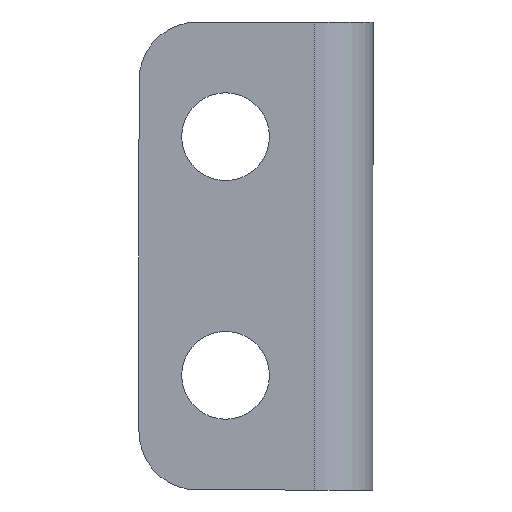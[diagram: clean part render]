
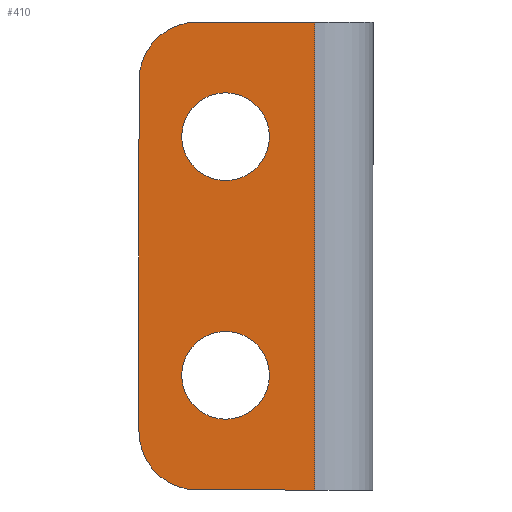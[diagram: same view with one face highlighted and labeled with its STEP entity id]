
A CAD part, front view. The second image highlights one B-rep face of the part: STEP entity #410.
In plain terms, the highlighted planar face has unit normal (0, -1, 0).
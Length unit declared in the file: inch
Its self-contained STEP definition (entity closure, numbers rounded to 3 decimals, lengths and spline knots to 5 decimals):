
#2 = CIRCLE ( 'NONE', #172, 0.125 ) ;
#13 = CARTESIAN_POINT ( 'NONE',  ( -0.375, 0., 0.255 ) ) ;
#20 = CIRCLE ( 'NONE', #135, 0.125 ) ;
#31 = EDGE_LOOP ( 'NONE', ( #438, #797 ) ) ;
#49 = VECTOR ( 'NONE', #496, 39.37008 ) ;
#52 = ORIENTED_EDGE ( 'NONE', *, *, #614, .T. ) ;
#62 = AXIS2_PLACEMENT_3D ( 'NONE', #124, #375, #854 ) ;
#64 = CARTESIAN_POINT ( 'NONE',  ( -0.435, 0., -0.5 ) ) ;
#75 = EDGE_CURVE ( 'NONE', #452, #380, #426, .T. ) ;
#87 = VECTOR ( 'NONE', #656, 39.37008 ) ;
#98 = CARTESIAN_POINT ( 'NONE',  ( -0.435, 0., 0.375 ) ) ;
#103 = VERTEX_POINT ( 'NONE', #746 ) ;
#120 = CARTESIAN_POINT ( 'NONE',  ( -0.185, 0., 0. ) ) ;
#124 = CARTESIAN_POINT ( 'NONE',  ( 0., 0., 0. ) ) ;
#130 = VERTEX_POINT ( 'NONE', #690 ) ;
#135 = AXIS2_PLACEMENT_3D ( 'NONE', #98, #434, #160 ) ;
#144 = EDGE_CURVE ( 'NONE', #488, #861, #422, .T. ) ;
#160 = DIRECTION ( 'NONE',  ( 0., 0., 1. ) ) ;
#162 = ORIENTED_EDGE ( 'NONE', *, *, #215, .T. ) ;
#172 = AXIS2_PLACEMENT_3D ( 'NONE', #781, #176, #313 ) ;
#176 = DIRECTION ( 'NONE',  ( 0., -1., 0. ) ) ;
#182 = EDGE_LOOP ( 'NONE', ( #384, #52, #770, #501, #880, #162 ) ) ;
#190 = CARTESIAN_POINT ( 'NONE',  ( 0., 0., -0.5 ) ) ;
#215 = EDGE_CURVE ( 'NONE', #861, #452, #20, .T. ) ;
#244 = AXIS2_PLACEMENT_3D ( 'NONE', #878, #474, #799 ) ;
#250 = CARTESIAN_POINT ( 'NONE',  ( -0.56, 0., 0.375 ) ) ;
#267 = DIRECTION ( 'NONE',  ( 0., 0., 1. ) ) ;
#313 = DIRECTION ( 'NONE',  ( 0., 0., 1. ) ) ;
#321 = FACE_BOUND ( 'NONE', #31, .T. ) ;
#354 = DIRECTION ( 'NONE',  ( -1., 0., 0. ) ) ;
#356 = CIRCLE ( 'NONE', #470, 0.09375 ) ;
#360 = CARTESIAN_POINT ( 'NONE',  ( -0.56, 0., 0. ) ) ;
#368 = VERTEX_POINT ( 'NONE', #646 ) ;
#370 = LINE ( 'NONE', #190, #382 ) ;
#375 = DIRECTION ( 'NONE',  ( 0., 1., 0. ) ) ;
#376 = ORIENTED_EDGE ( 'NONE', *, *, #795, .T. ) ;
#380 = VERTEX_POINT ( 'NONE', #526 ) ;
#382 = VECTOR ( 'NONE', #648, 39.37008 ) ;
#384 = ORIENTED_EDGE ( 'NONE', *, *, #75, .T. ) ;
#389 = EDGE_CURVE ( 'NONE', #130, #488, #507, .T. ) ;
#392 = DIRECTION ( 'NONE',  ( 0., 1., 0. ) ) ;
#403 = VECTOR ( 'NONE', #354, 39.37008 ) ;
#410 = ADVANCED_FACE ( 'NONE', ( #659, #321, #796 ), #590, .F. ) ;
#416 = EDGE_CURVE ( 'NONE', #368, #508, #540, .T. ) ;
#422 = LINE ( 'NONE', #693, #403 ) ;
#426 = LINE ( 'NONE', #360, #49 ) ;
#434 = DIRECTION ( 'NONE',  ( 0., -1., 0. ) ) ;
#438 = ORIENTED_EDGE ( 'NONE', *, *, #677, .T. ) ;
#440 = AXIS2_PLACEMENT_3D ( 'NONE', #13, #623, #497 ) ;
#452 = VERTEX_POINT ( 'NONE', #250 ) ;
#456 = ORIENTED_EDGE ( 'NONE', *, *, #416, .T. ) ;
#462 = CARTESIAN_POINT ( 'NONE',  ( -0.375, 0., -0.255 ) ) ;
#470 = AXIS2_PLACEMENT_3D ( 'NONE', #462, #814, #267 ) ;
#474 = DIRECTION ( 'NONE',  ( 0., 1., 0. ) ) ;
#488 = VERTEX_POINT ( 'NONE', #744 ) ;
#496 = DIRECTION ( 'NONE',  ( 0., 0., -1. ) ) ;
#497 = DIRECTION ( 'NONE',  ( 0., 0., 1. ) ) ;
#501 = ORIENTED_EDGE ( 'NONE', *, *, #389, .T. ) ;
#507 = LINE ( 'NONE', #120, #87 ) ;
#508 = VERTEX_POINT ( 'NONE', #875 ) ;
#511 = CIRCLE ( 'NONE', #244, 0.09375 ) ;
#514 = CARTESIAN_POINT ( 'NONE',  ( -0.375, 0., 0.255 ) ) ;
#520 = EDGE_CURVE ( 'NONE', #616, #103, #356, .T. ) ;
#526 = CARTESIAN_POINT ( 'NONE',  ( -0.56, 0., -0.375 ) ) ;
#539 = VERTEX_POINT ( 'NONE', #64 ) ;
#540 = CIRCLE ( 'NONE', #557, 0.09375 ) ;
#557 = AXIS2_PLACEMENT_3D ( 'NONE', #514, #392, #849 ) ;
#582 = EDGE_CURVE ( 'NONE', #130, #539, #370, .T. ) ;
#586 = CARTESIAN_POINT ( 'NONE',  ( -0.375, 0., -0.34875 ) ) ;
#590 = PLANE ( 'NONE',  #62 ) ;
#602 = CIRCLE ( 'NONE', #440, 0.09375 ) ;
#614 = EDGE_CURVE ( 'NONE', #380, #539, #2, .T. ) ;
#616 = VERTEX_POINT ( 'NONE', #586 ) ;
#623 = DIRECTION ( 'NONE',  ( 0., 1., 0. ) ) ;
#646 = CARTESIAN_POINT ( 'NONE',  ( -0.375, 0., 0.16125 ) ) ;
#648 = DIRECTION ( 'NONE',  ( -1., 0., 0. ) ) ;
#656 = DIRECTION ( 'NONE',  ( 0., 0., 1. ) ) ;
#659 = FACE_BOUND ( 'NONE', #836, .T. ) ;
#677 = EDGE_CURVE ( 'NONE', #103, #616, #511, .T. ) ;
#690 = CARTESIAN_POINT ( 'NONE',  ( -0.185, 0., -0.5 ) ) ;
#693 = CARTESIAN_POINT ( 'NONE',  ( 0., 0., 0.5 ) ) ;
#744 = CARTESIAN_POINT ( 'NONE',  ( -0.185, 0., 0.5 ) ) ;
#746 = CARTESIAN_POINT ( 'NONE',  ( -0.375, 0., -0.16125 ) ) ;
#770 = ORIENTED_EDGE ( 'NONE', *, *, #582, .F. ) ;
#781 = CARTESIAN_POINT ( 'NONE',  ( -0.435, 0., -0.375 ) ) ;
#795 = EDGE_CURVE ( 'NONE', #508, #368, #602, .T. ) ;
#796 = FACE_OUTER_BOUND ( 'NONE', #182, .T. ) ;
#797 = ORIENTED_EDGE ( 'NONE', *, *, #520, .T. ) ;
#799 = DIRECTION ( 'NONE',  ( 0., 0., 1. ) ) ;
#814 = DIRECTION ( 'NONE',  ( 0., 1., 0. ) ) ;
#833 = CARTESIAN_POINT ( 'NONE',  ( -0.435, 0., 0.5 ) ) ;
#836 = EDGE_LOOP ( 'NONE', ( #376, #456 ) ) ;
#849 = DIRECTION ( 'NONE',  ( 0., 0., 1. ) ) ;
#854 = DIRECTION ( 'NONE',  ( 0., 0., 1. ) ) ;
#861 = VERTEX_POINT ( 'NONE', #833 ) ;
#875 = CARTESIAN_POINT ( 'NONE',  ( -0.375, 0., 0.34875 ) ) ;
#878 = CARTESIAN_POINT ( 'NONE',  ( -0.375, 0., -0.255 ) ) ;
#880 = ORIENTED_EDGE ( 'NONE', *, *, #144, .T. ) ;
